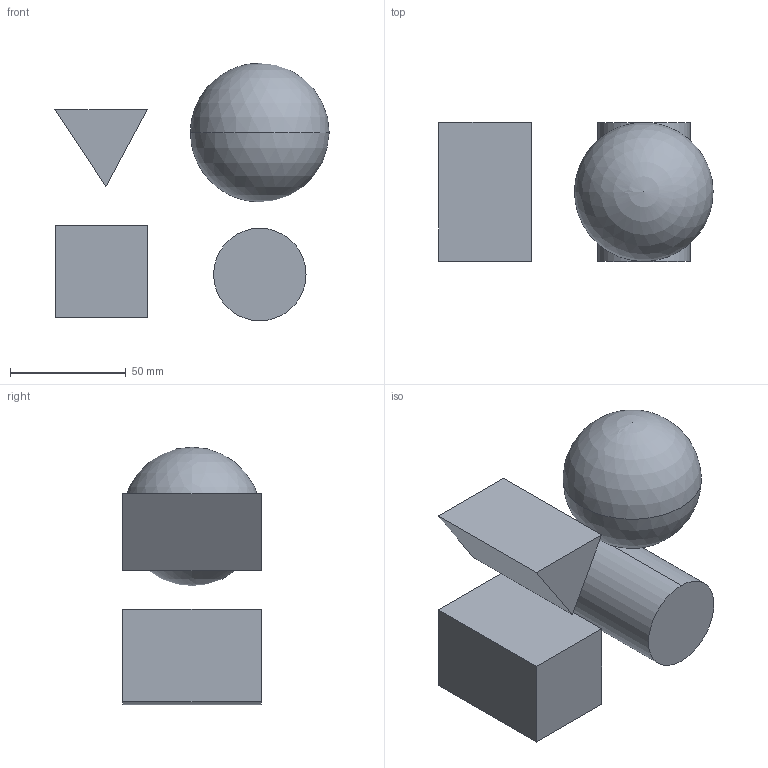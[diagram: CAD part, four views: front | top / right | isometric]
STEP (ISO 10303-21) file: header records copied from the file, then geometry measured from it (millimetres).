
FILE_DESCRIPTION (( 'STEP AP214' ), '1' );
FILE_NAME ('ess_ploy.STEP', '2025-10-08T05:03:41', ( '' ), ( '' ), 'SwSTEP 2.0', 'SolidWorks 2022', '' );
FILE_SCHEMA (( 'AUTOMOTIVE_DESIGN' ));
Length unit declared in the file: millimetre
Products named in the file (1): ess_ploy
Bounding box: 118.68 x 60 x 111.38 mm (x, y, z)
Volume: 324489.8 mm3; surface area: 42565.3 mm2
Topology: 4 solids, 4 shells, 17 faces, 34 edges, 23 vertices
Faces by surface type: plane 13, cylinder 2, sphere 2
Entity records: 466 total; most frequent: DIRECTION 71, CARTESIAN_POINT 67, ORIENTED_EDGE 58, EDGE_CURVE 29, AXIS2_PLACEMENT_3D 24, VECTOR 23, LINE 23, VERTEX_POINT 20
